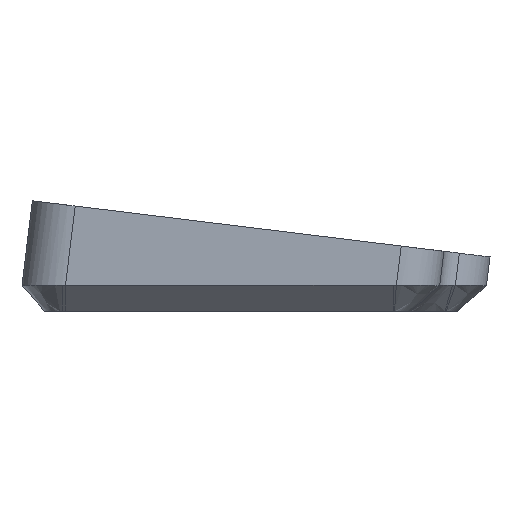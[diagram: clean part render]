
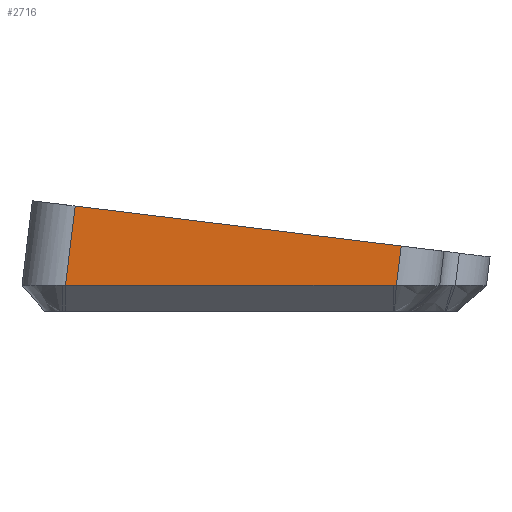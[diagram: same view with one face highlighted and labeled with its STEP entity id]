
A CAD part, left-side view. The second image highlights one B-rep face of the part: STEP entity #2716.
In plain terms, the highlighted planar face has unit normal (-1, 0, 0).
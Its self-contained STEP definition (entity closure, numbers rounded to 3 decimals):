
#62=B_SPLINE_CURVE_WITH_KNOTS('',3,(#4942,#4943,#4944,#4945),
 .UNSPECIFIED.,.F.,.F.,(4,4),(1.498,1.571),
 .UNSPECIFIED.);
#236=PLANE('',#2961);
#384=FACE_OUTER_BOUND('',#556,.T.);
#556=EDGE_LOOP('',(#2488,#2489,#2490,#2491,#2492));
#854=LINE('',#4949,#1097);
#887=LINE('',#5078,#1130);
#888=LINE('',#5081,#1131);
#889=LINE('',#5082,#1132);
#1097=VECTOR('',#3545,10.);
#1130=VECTOR('',#3640,10.);
#1131=VECTOR('',#3643,10.);
#1132=VECTOR('',#3644,10.);
#1368=VERTEX_POINT('',#4916);
#1369=VERTEX_POINT('',#4940);
#1370=VERTEX_POINT('',#4947);
#1385=VERTEX_POINT('',#5076);
#1386=VERTEX_POINT('',#5080);
#1722=EDGE_CURVE('',#1368,#1369,#62,.T.);
#1724=EDGE_CURVE('',#1369,#1370,#854,.T.);
#1765=EDGE_CURVE('',#1385,#1368,#887,.T.);
#1766=EDGE_CURVE('',#1386,#1370,#888,.T.);
#1767=EDGE_CURVE('',#1385,#1386,#889,.T.);
#2488=ORIENTED_EDGE('',*,*,#1766,.T.);
#2489=ORIENTED_EDGE('',*,*,#1724,.F.);
#2490=ORIENTED_EDGE('',*,*,#1722,.F.);
#2491=ORIENTED_EDGE('',*,*,#1765,.F.);
#2492=ORIENTED_EDGE('',*,*,#1767,.T.);
#2716=ADVANCED_FACE('',(#384),#236,.T.);
#2961=AXIS2_PLACEMENT_3D('',#5079,#3641,#3642);
#3545=DIRECTION('',(0.,1.,0.));
#3640=DIRECTION('',(0.,0.122,-0.993));
#3641=DIRECTION('center_axis',(-1.,0.,0.));
#3642=DIRECTION('ref_axis',(0.,0.993,0.122));
#3643=DIRECTION('',(0.,0.122,-0.993));
#3644=DIRECTION('',(0.,0.993,0.122));
#4916=CARTESIAN_POINT('',(-127.905,-32.18,7.638));
#4940=CARTESIAN_POINT('',(-127.905,-31.443,7.638));
#4942=CARTESIAN_POINT('Ctrl Pts',(-127.905,-32.18,7.638));
#4943=CARTESIAN_POINT('Ctrl Pts',(-127.905,-31.933,7.638));
#4944=CARTESIAN_POINT('Ctrl Pts',(-127.905,-31.688,7.638));
#4945=CARTESIAN_POINT('Ctrl Pts',(-127.905,-31.443,7.638));
#4947=CARTESIAN_POINT('',(-127.905,44.642,7.638));
#4949=CARTESIAN_POINT('',(-127.905,-20.454,7.638));
#5076=CARTESIAN_POINT('',(-127.905,-33.299,16.753));
#5078=CARTESIAN_POINT('',(-127.905,-32.202,7.82));
#5079=CARTESIAN_POINT('Origin',(-127.905,-42.127,6.601));
#5080=CARTESIAN_POINT('',(-127.905,42.382,26.045));
#5081=CARTESIAN_POINT('',(-127.905,43.479,17.112));
#5082=CARTESIAN_POINT('',(-127.905,-22.015,18.138));
